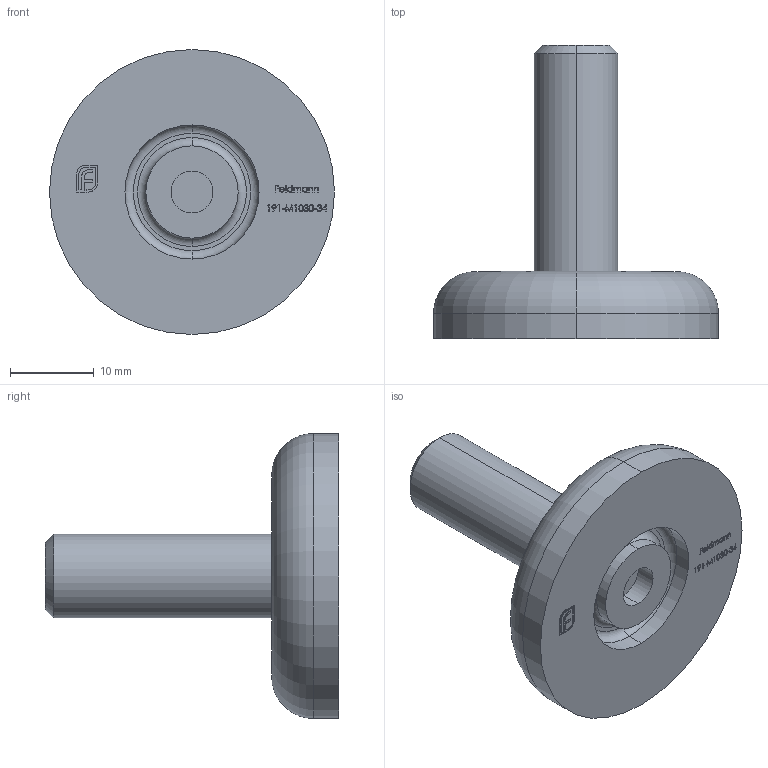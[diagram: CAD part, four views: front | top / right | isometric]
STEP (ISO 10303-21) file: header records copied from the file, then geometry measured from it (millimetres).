
FILE_DESCRIPTION (( 'STEP AP203' ), '1' );
FILE_NAME ('191-M1030-34.step', '2021-01-29T09:04:49', ( '' ), ( '' ), 'SwSTEP 2.0', 'SolidWorks 2018', '' );
FILE_SCHEMA (( 'CONFIG_CONTROL_DESIGN' ));
Length unit declared in the file: millimetre
Products named in the file (2): 191-M1030-34
Bounding box: 34 x 35 x 34 mm (x, y, z)
Volume: 8419.1 mm3; surface area: 3858.3 mm2
Topology: 2 solids, 2 shells, 314 faces, 826 edges, 548 vertices
Faces by surface type: plane 171, bspline 123, cylinder 12, torus 6, cone 2
Entity records: 15735 total; most frequent: CARTESIAN_POINT 8629, ORIENTED_EDGE 1652, DIRECTION 1004, EDGE_CURVE 826, VERTEX_POINT 548, LINE 542, VECTOR 542, EDGE_LOOP 346
